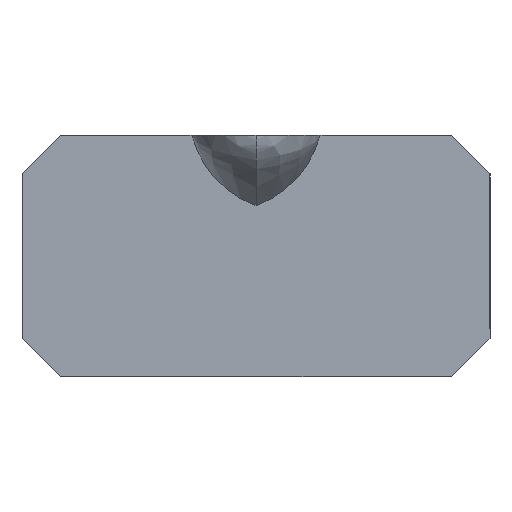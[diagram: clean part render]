
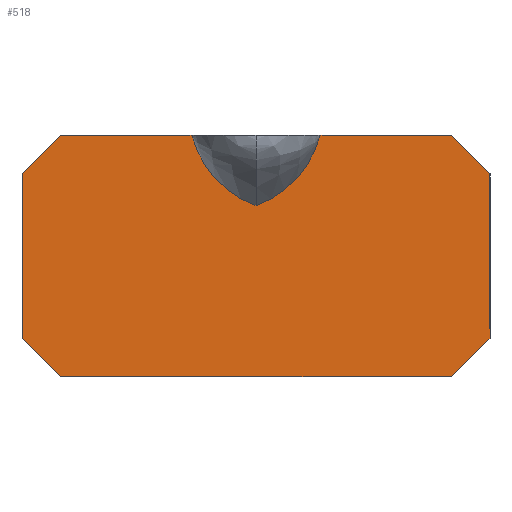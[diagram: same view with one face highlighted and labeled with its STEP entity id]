
A CAD part, front view. The second image highlights one B-rep face of the part: STEP entity #518.
In plain terms, the highlighted planar face has unit normal (0, -1, 0).
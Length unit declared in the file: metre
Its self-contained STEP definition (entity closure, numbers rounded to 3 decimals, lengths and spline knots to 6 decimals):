
#12=LINE('',#926,#80);
#13=LINE('',#928,#81);
#31=LINE('',#964,#99);
#32=LINE('',#966,#100);
#33=LINE('',#968,#101);
#34=LINE('',#970,#102);
#35=LINE('',#972,#103);
#36=LINE('',#974,#104);
#37=LINE('',#976,#105);
#38=LINE('',#978,#106);
#80=VECTOR('',#593,1.);
#81=VECTOR('',#594,1.);
#99=VECTOR('',#618,1.);
#100=VECTOR('',#619,1.);
#101=VECTOR('',#620,1.);
#102=VECTOR('',#621,1.);
#103=VECTOR('',#622,1.);
#104=VECTOR('',#623,1.);
#105=VECTOR('',#624,1.);
#106=VECTOR('',#625,1.);
#151=PLANE('',#559);
#208=ORIENTED_EDGE('',*,*,#331,.T.);
#209=ORIENTED_EDGE('',*,*,#326,.T.);
#210=ORIENTED_EDGE('',*,*,#323,.T.);
#211=ORIENTED_EDGE('',*,*,#330,.T.);
#212=ORIENTED_EDGE('',*,*,#349,.T.);
#213=ORIENTED_EDGE('',*,*,#350,.F.);
#214=ORIENTED_EDGE('',*,*,#351,.F.);
#215=ORIENTED_EDGE('',*,*,#352,.F.);
#216=ORIENTED_EDGE('',*,*,#353,.F.);
#217=ORIENTED_EDGE('',*,*,#354,.F.);
#218=ORIENTED_EDGE('',*,*,#355,.T.);
#219=ORIENTED_EDGE('',*,*,#356,.T.);
#323=EDGE_CURVE('',#398,#399,#450,.F.);
#326=EDGE_CURVE('',#401,#398,#452,.T.);
#330=EDGE_CURVE('',#399,#404,#12,.T.);
#331=EDGE_CURVE('',#405,#401,#13,.T.);
#349=EDGE_CURVE('',#404,#420,#31,.T.);
#350=EDGE_CURVE('',#421,#420,#32,.T.);
#351=EDGE_CURVE('',#422,#421,#33,.T.);
#352=EDGE_CURVE('',#423,#422,#34,.T.);
#353=EDGE_CURVE('',#424,#423,#35,.T.);
#354=EDGE_CURVE('',#425,#424,#36,.T.);
#355=EDGE_CURVE('',#425,#426,#37,.T.);
#356=EDGE_CURVE('',#426,#405,#38,.T.);
#398=VERTEX_POINT('',#747);
#399=VERTEX_POINT('',#748);
#401=VERTEX_POINT('',#796);
#404=VERTEX_POINT('',#927);
#405=VERTEX_POINT('',#929);
#420=VERTEX_POINT('',#965);
#421=VERTEX_POINT('',#967);
#422=VERTEX_POINT('',#969);
#423=VERTEX_POINT('',#971);
#424=VERTEX_POINT('',#973);
#425=VERTEX_POINT('',#975);
#426=VERTEX_POINT('',#977);
#450=CIRCLE('',#551,0.02185);
#452=CIRCLE('',#553,0.02185);
#462=EDGE_LOOP('',(#208,#209,#210,#211,#212,#213,#214,#215,#216,#217,#218,
#219));
#489=FACE_BOUND('',#462,.T.);
#518=ADVANCED_FACE('',(#489),#151,.T.);
#551=AXIS2_PLACEMENT_3D('',#746,#581,#582);
#553=AXIS2_PLACEMENT_3D('',#795,#585,#586);
#559=AXIS2_PLACEMENT_3D('',#963,#616,#617);
#581=DIRECTION('',(0.,-1.,0.));
#582=DIRECTION('',(0.,0.,1.));
#585=DIRECTION('',(0.,1.,0.));
#586=DIRECTION('',(0.,0.,1.));
#593=DIRECTION('',(-1.,0.,0.));
#594=DIRECTION('',(-1.,0.,0.));
#616=DIRECTION('',(0.,-1.,0.));
#617=DIRECTION('',(0.,0.,1.));
#618=DIRECTION('',(-0.707,0.,-0.707));
#619=DIRECTION('',(0.,0.,1.));
#620=DIRECTION('',(-0.707,0.,0.707));
#621=DIRECTION('',(-1.,0.,0.));
#622=DIRECTION('',(-1.,0.,0.));
#623=DIRECTION('',(-0.707,0.,-0.707));
#624=DIRECTION('',(0.,0.,1.));
#625=DIRECTION('',(-0.707,0.,0.707));
#746=CARTESIAN_POINT('',(0.049215,-0.002,0.058127));
#747=CARTESIAN_POINT('',(0.042,-0.002,0.037503));
#748=CARTESIAN_POINT('',(0.028,-0.002,0.0529));
#795=CARTESIAN_POINT('',(0.034785,-0.002,0.058127));
#796=CARTESIAN_POINT('',(0.056,-0.002,0.0529));
#926=CARTESIAN_POINT('',(0.0396,-0.002,0.0529));
#927=CARTESIAN_POINT('',(-0.000828,-0.002,0.0529));
#928=CARTESIAN_POINT('',(0.093198,-0.002,0.0529));
#929=CARTESIAN_POINT('',(0.084828,-0.002,0.0529));
#963=CARTESIAN_POINT('',(0.0396,-0.002,0.0529));
#964=CARTESIAN_POINT('',(0.019386,-0.002,0.073114));
#965=CARTESIAN_POINT('',(-0.009196,-0.002,0.044532));
#966=CARTESIAN_POINT('',(-0.009196,-0.002,0.030403));
#967=CARTESIAN_POINT('',(-0.009196,-0.002,0.008368));
#968=CARTESIAN_POINT('',(-0.005012,-0.002,0.004184));
#969=CARTESIAN_POINT('',(-0.000828,-0.002,0.));
#970=CARTESIAN_POINT('',(-0.018036,-0.002,0.));
#971=CARTESIAN_POINT('',(0.042828,-0.002,0.));
#972=CARTESIAN_POINT('',(0.093198,-0.002,0.));
#973=CARTESIAN_POINT('',(0.084828,-0.002,0.));
#974=CARTESIAN_POINT('',(0.089012,-0.002,0.004184));
#975=CARTESIAN_POINT('',(0.093196,-0.002,0.008368));
#976=CARTESIAN_POINT('',(0.093196,-0.002,0.0529));
#977=CARTESIAN_POINT('',(0.093196,-0.002,0.044532));
#978=CARTESIAN_POINT('',(0.062214,-0.002,0.075514));
